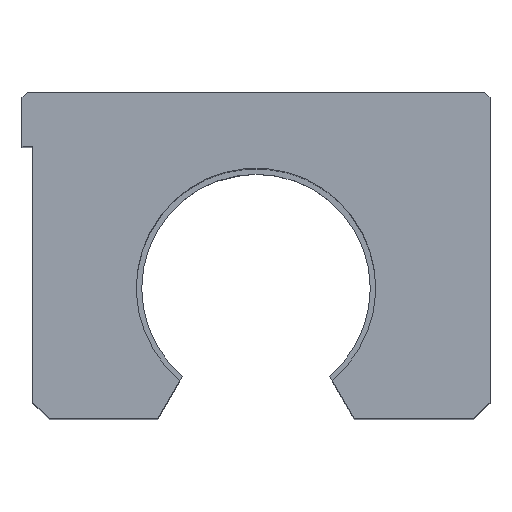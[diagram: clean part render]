
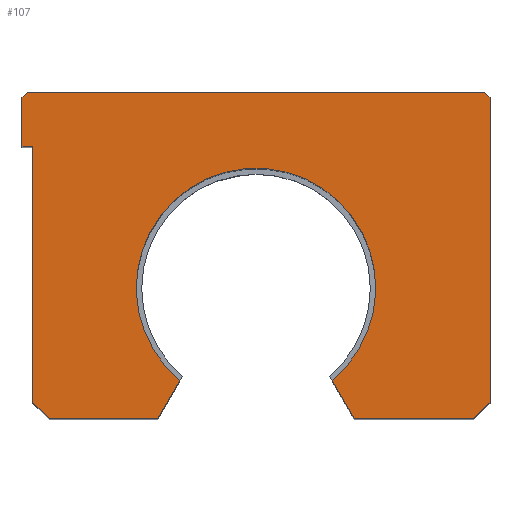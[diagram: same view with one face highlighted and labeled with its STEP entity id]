
A CAD part, top view. The second image highlights one B-rep face of the part: STEP entity #107.
In plain terms, the highlighted planar face has unit normal (0, 0, 1).
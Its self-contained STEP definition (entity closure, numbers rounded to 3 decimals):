
#107 = ADVANCED_FACE( '', ( #262 ), #263, .T. );
#262 = FACE_OUTER_BOUND( '', #486, .T. );
#263 = PLANE( '', #487 );
#486 = EDGE_LOOP( '', ( #754, #755, #756, #757, #758, #759, #760, #761, #762, #763, #764, #765, #766, #767 ) );
#487 = AXIS2_PLACEMENT_3D( '', #768, #769, #770 );
#754 = ORIENTED_EDGE( '', *, *, #1249, .T. );
#755 = ORIENTED_EDGE( '', *, *, #1250, .F. );
#756 = ORIENTED_EDGE( '', *, *, #1251, .T. );
#757 = ORIENTED_EDGE( '', *, *, #1252, .T. );
#758 = ORIENTED_EDGE( '', *, *, #1253, .T. );
#759 = ORIENTED_EDGE( '', *, *, #1216, .T. );
#760 = ORIENTED_EDGE( '', *, *, #1254, .T. );
#761 = ORIENTED_EDGE( '', *, *, #1255, .T. );
#762 = ORIENTED_EDGE( '', *, *, #1229, .T. );
#763 = ORIENTED_EDGE( '', *, *, #1256, .T. );
#764 = ORIENTED_EDGE( '', *, *, #1257, .T. );
#765 = ORIENTED_EDGE( '', *, *, #1258, .T. );
#766 = ORIENTED_EDGE( '', *, *, #1259, .T. );
#767 = ORIENTED_EDGE( '', *, *, #1240, .F. );
#768 = CARTESIAN_POINT( '', ( 0., 0., 76. ) );
#769 = DIRECTION( '', ( 0., 0., 1. ) );
#770 = DIRECTION( '', ( 1., 0., 0. ) );
#1216 = EDGE_CURVE( '', #1436, #1434, #1437, .T. );
#1229 = EDGE_CURVE( '', #1459, #1457, #1460, .T. );
#1240 = EDGE_CURVE( '', #1477, #1479, #1480, .T. );
#1249 = EDGE_CURVE( '', #1477, #1493, #1494, .T. );
#1250 = EDGE_CURVE( '', #1495, #1493, #1496, .T. );
#1251 = EDGE_CURVE( '', #1495, #1497, #1498, .T. );
#1252 = EDGE_CURVE( '', #1497, #1499, #1500, .T. );
#1253 = EDGE_CURVE( '', #1499, #1436, #1501, .T. );
#1254 = EDGE_CURVE( '', #1434, #1502, #1503, .T. );
#1255 = EDGE_CURVE( '', #1502, #1459, #1504, .T. );
#1256 = EDGE_CURVE( '', #1457, #1505, #1506, .T. );
#1257 = EDGE_CURVE( '', #1505, #1507, #1508, .T. );
#1258 = EDGE_CURVE( '', #1507, #1509, #1510, .T. );
#1259 = EDGE_CURVE( '', #1509, #1479, #1511, .T. );
#1434 = VERTEX_POINT( '', #1750 );
#1436 = VERTEX_POINT( '', #1753 );
#1437 = LINE( '', #1754, #1755 );
#1457 = VERTEX_POINT( '', #1781 );
#1459 = VERTEX_POINT( '', #1784 );
#1460 = LINE( '', #1785, #1786 );
#1477 = VERTEX_POINT( '', #1808 );
#1479 = VERTEX_POINT( '', #1811 );
#1480 = LINE( '', #1812, #1813 );
#1493 = VERTEX_POINT( '', #1830 );
#1494 = CIRCLE( '', #1831, 11. );
#1495 = VERTEX_POINT( '', #1832 );
#1496 = LINE( '', #1833, #1834 );
#1497 = VERTEX_POINT( '', #1835 );
#1498 = LINE( '', #1836, #1837 );
#1499 = VERTEX_POINT( '', #1838 );
#1500 = LINE( '', #1839, #1840 );
#1501 = LINE( '', #1841, #1842 );
#1502 = VERTEX_POINT( '', #1843 );
#1503 = LINE( '', #1844, #1845 );
#1504 = LINE( '', #1846, #1847 );
#1505 = VERTEX_POINT( '', #1848 );
#1506 = LINE( '', #1849, #1850 );
#1507 = VERTEX_POINT( '', #1851 );
#1508 = LINE( '', #1852, #1853 );
#1509 = VERTEX_POINT( '', #1854 );
#1510 = LINE( '', #1855, #1856 );
#1511 = LINE( '', #1857, #1858 );
#1750 = CARTESIAN_POINT( '', ( 21., 30., 76. ) );
#1753 = CARTESIAN_POINT( '', ( 21.5, 29.5, 76. ) );
#1754 = CARTESIAN_POINT( '', ( 21.5, 29.5, 76. ) );
#1755 = VECTOR( '', #2305, 1000. );
#1781 = CARTESIAN_POINT( '', ( -21.5, 25., 76. ) );
#1784 = CARTESIAN_POINT( '', ( -21.5, 29.5, 76. ) );
#1785 = CARTESIAN_POINT( '', ( -21.5, 29.5, 76. ) );
#1786 = VECTOR( '', #2319, 1000. );
#1808 = CARTESIAN_POINT( '', ( -7., 3.515, 76. ) );
#1811 = CARTESIAN_POINT( '', ( -9.029, 0., 76. ) );
#1812 = CARTESIAN_POINT( '', ( 0., 15.639, 76. ) );
#1813 = VECTOR( '', #2332, 1000. );
#1830 = CARTESIAN_POINT( '', ( 7., 3.515, 76. ) );
#1831 = AXIS2_PLACEMENT_3D( '', #2343, #2344, #2345 );
#1832 = CARTESIAN_POINT( '', ( 9.029, 0., 76. ) );
#1833 = CARTESIAN_POINT( '', ( 9.607, -1., 76. ) );
#1834 = VECTOR( '', #2346, 1000. );
#1835 = CARTESIAN_POINT( '', ( 20., 0., 76. ) );
#1836 = CARTESIAN_POINT( '', ( -19., 0., 76. ) );
#1837 = VECTOR( '', #2347, 1000. );
#1838 = CARTESIAN_POINT( '', ( 21.5, 1.5, 76. ) );
#1839 = CARTESIAN_POINT( '', ( 20., 0., 76. ) );
#1840 = VECTOR( '', #2348, 1000. );
#1841 = CARTESIAN_POINT( '', ( 21.5, 1.5, 76. ) );
#1842 = VECTOR( '', #2349, 1000. );
#1843 = CARTESIAN_POINT( '', ( -21., 30., 76. ) );
#1844 = CARTESIAN_POINT( '', ( 21., 30., 76. ) );
#1845 = VECTOR( '', #2350, 1000. );
#1846 = CARTESIAN_POINT( '', ( -21., 30., 76. ) );
#1847 = VECTOR( '', #2351, 1000. );
#1848 = CARTESIAN_POINT( '', ( -20.5, 25., 76. ) );
#1849 = CARTESIAN_POINT( '', ( -21.5, 25., 76. ) );
#1850 = VECTOR( '', #2352, 1000. );
#1851 = CARTESIAN_POINT( '', ( -20.5, 1.5, 76. ) );
#1852 = CARTESIAN_POINT( '', ( -20.5, 25., 76. ) );
#1853 = VECTOR( '', #2353, 1000. );
#1854 = CARTESIAN_POINT( '', ( -19., 0., 76. ) );
#1855 = CARTESIAN_POINT( '', ( -20.5, 1.5, 76. ) );
#1856 = VECTOR( '', #2354, 1000. );
#1857 = CARTESIAN_POINT( '', ( -19., 0., 76. ) );
#1858 = VECTOR( '', #2355, 1000. );
#2305 = DIRECTION( '', ( -0.707, 0.707, 0. ) );
#2319 = DIRECTION( '', ( 0., -1., 0. ) );
#2332 = DIRECTION( '', ( -0.5, -0.866, 0. ) );
#2343 = CARTESIAN_POINT( '', ( 0., 12., 76. ) );
#2344 = DIRECTION( '', ( 0., 0., -1. ) );
#2345 = DIRECTION( '', ( -1., 0., 0. ) );
#2346 = DIRECTION( '', ( -0.5, 0.866, 0. ) );
#2347 = DIRECTION( '', ( 1., 0., 0. ) );
#2348 = DIRECTION( '', ( 0.707, 0.707, 0. ) );
#2349 = DIRECTION( '', ( 0., 1., 0. ) );
#2350 = DIRECTION( '', ( -1., 0., 0. ) );
#2351 = DIRECTION( '', ( -0.707, -0.707, 0. ) );
#2352 = DIRECTION( '', ( 1., 0., 0. ) );
#2353 = DIRECTION( '', ( 0., -1., 0. ) );
#2354 = DIRECTION( '', ( 0.707, -0.707, 0. ) );
#2355 = DIRECTION( '', ( 1., 0., 0. ) );
